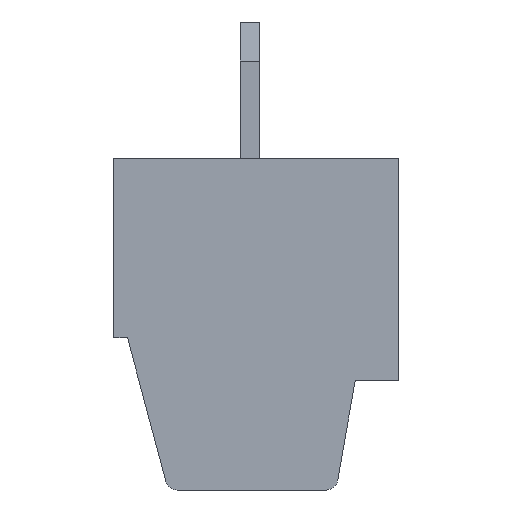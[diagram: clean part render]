
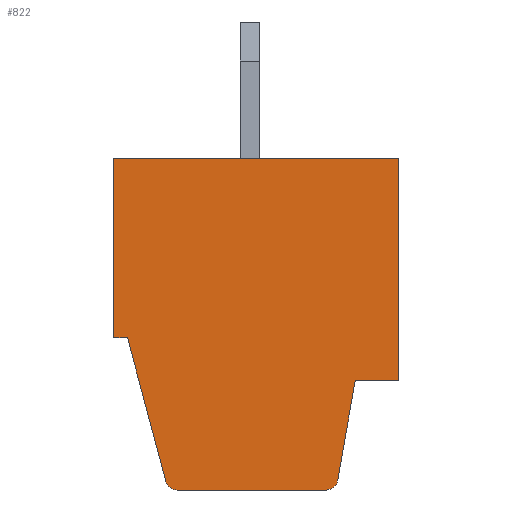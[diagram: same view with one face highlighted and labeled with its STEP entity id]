
A CAD part, left-side view. The second image highlights one B-rep face of the part: STEP entity #822.
In plain terms, the highlighted planar face has unit normal (-1, 0, 0).
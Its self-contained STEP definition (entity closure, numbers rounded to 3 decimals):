
#822 = ADVANCED_FACE( '', ( #1789 ), #1790, .T. );
#1789 = FACE_OUTER_BOUND( '', #2872, .T. );
#1790 = PLANE( '', #2873 );
#2872 = EDGE_LOOP( '', ( #5093, #5094, #5095, #5096, #5097, #5098, #5099, #5100, #5101, #5102 ) );
#2873 = AXIS2_PLACEMENT_3D( '', #5103, #5104, #5105 );
#5093 = ORIENTED_EDGE( '', *, *, #6518, .T. );
#5094 = ORIENTED_EDGE( '', *, *, #6705, .T. );
#5095 = ORIENTED_EDGE( '', *, *, #6018, .T. );
#5096 = ORIENTED_EDGE( '', *, *, #6085, .T. );
#5097 = ORIENTED_EDGE( '', *, *, #6698, .T. );
#5098 = ORIENTED_EDGE( '', *, *, #6284, .T. );
#5099 = ORIENTED_EDGE( '', *, *, #6552, .T. );
#5100 = ORIENTED_EDGE( '', *, *, #6706, .T. );
#5101 = ORIENTED_EDGE( '', *, *, #6707, .T. );
#5102 = ORIENTED_EDGE( '', *, *, #6708, .T. );
#5103 = CARTESIAN_POINT( '', ( 165.647, 229.734, -4.2 ) );
#5104 = DIRECTION( '', ( -1., 0., 0. ) );
#5105 = DIRECTION( '', ( 0., -1., 0. ) );
#6018 = EDGE_CURVE( '', #7163, #7164, #7165, .T. );
#6085 = EDGE_CURVE( '', #7164, #7275, #7276, .T. );
#6284 = EDGE_CURVE( '', #7590, #7591, #7592, .T. );
#6518 = EDGE_CURVE( '', #7943, #7944, #7945, .T. );
#6552 = EDGE_CURVE( '', #7591, #7989, #7990, .T. );
#6698 = EDGE_CURVE( '', #7275, #7590, #8175, .T. );
#6705 = EDGE_CURVE( '', #7944, #7163, #8182, .T. );
#6706 = EDGE_CURVE( '', #7989, #8183, #8184, .T. );
#6707 = EDGE_CURVE( '', #8183, #8185, #8186, .T. );
#6708 = EDGE_CURVE( '', #8185, #7943, #8187, .T. );
#7163 = VERTEX_POINT( '', #8775 );
#7164 = VERTEX_POINT( '', #8776 );
#7165 = LINE( '', #8777, #8778 );
#7275 = VERTEX_POINT( '', #8918 );
#7276 = CIRCLE( '', #8919, 0.3 );
#7590 = VERTEX_POINT( '', #9365 );
#7591 = VERTEX_POINT( '', #9366 );
#7592 = LINE( '', #9367, #9368 );
#7943 = VERTEX_POINT( '', #9856 );
#7944 = VERTEX_POINT( '', #9857 );
#7945 = LINE( '', #9858, #9859 );
#7989 = VERTEX_POINT( '', #9924 );
#7990 = LINE( '', #9925, #9926 );
#8175 = LINE( '', #10185, #10186 );
#8182 = CIRCLE( '', #10195, 0.3 );
#8183 = VERTEX_POINT( '', #10196 );
#8184 = LINE( '', #10197, #10198 );
#8185 = VERTEX_POINT( '', #10199 );
#8186 = LINE( '', #10200, #10201 );
#8187 = LINE( '', #10202, #10203 );
#8775 = CARTESIAN_POINT( '', ( 165.647, 228.104, -8.5 ) );
#8776 = CARTESIAN_POINT( '', ( 165.647, 224.286, -8.5 ) );
#8777 = CARTESIAN_POINT( '', ( 165.647, 224.286, -8.5 ) );
#8778 = VECTOR( '', #10588, 1000. );
#8918 = CARTESIAN_POINT( '', ( 165.647, 223.991, -8.252 ) );
#8919 = AXIS2_PLACEMENT_3D( '', #10679, #10680, #10681 );
#9365 = CARTESIAN_POINT( '', ( 165.647, 223.541, -5.7 ) );
#9366 = CARTESIAN_POINT( '', ( 165.647, 222.434, -5.7 ) );
#9367 = CARTESIAN_POINT( '', ( 165.647, 222.434, -5.7 ) );
#9368 = VECTOR( '', #10865, 1000. );
#9856 = CARTESIAN_POINT( '', ( 165.647, 229.379, -4.6 ) );
#9857 = CARTESIAN_POINT( '', ( 165.647, 228.394, -8.278 ) );
#9858 = CARTESIAN_POINT( '', ( 165.647, 228.394, -8.278 ) );
#9859 = VECTOR( '', #11093, 1000. );
#9924 = CARTESIAN_POINT( '', ( 165.647, 222.434, 0. ) );
#9925 = CARTESIAN_POINT( '', ( 165.647, 222.434, 0. ) );
#9926 = VECTOR( '', #11118, 1000. );
#10185 = CARTESIAN_POINT( '', ( 165.647, 223.541, -5.7 ) );
#10186 = VECTOR( '', #11247, 1000. );
#10195 = AXIS2_PLACEMENT_3D( '', #11250, #11251, #11252 );
#10196 = CARTESIAN_POINT( '', ( 165.647, 229.734, 0. ) );
#10197 = CARTESIAN_POINT( '', ( 165.647, 229.734, 0. ) );
#10198 = VECTOR( '', #11253, 1000. );
#10199 = CARTESIAN_POINT( '', ( 165.647, 229.734, -4.6 ) );
#10200 = CARTESIAN_POINT( '', ( 165.647, 229.734, -4.6 ) );
#10201 = VECTOR( '', #11254, 1000. );
#10202 = CARTESIAN_POINT( '', ( 165.647, 229.379, -4.6 ) );
#10203 = VECTOR( '', #11255, 1000. );
#10588 = DIRECTION( '', ( 0., -1., 0. ) );
#10679 = CARTESIAN_POINT( '', ( 165.647, 224.286, -8.2 ) );
#10680 = DIRECTION( '', ( -1., 0., 0. ) );
#10681 = DIRECTION( '', ( 0., -1., 0. ) );
#10865 = DIRECTION( '', ( 0., -1., 0. ) );
#11093 = DIRECTION( '', ( 0., -0.259, -0.966 ) );
#11118 = DIRECTION( '', ( 0., 0., 1. ) );
#11247 = DIRECTION( '', ( 0., -0.174, 0.985 ) );
#11250 = CARTESIAN_POINT( '', ( 165.647, 228.104, -8.2 ) );
#11251 = DIRECTION( '', ( -1., 0., 0. ) );
#11252 = DIRECTION( '', ( 0., -1., 0. ) );
#11253 = DIRECTION( '', ( 0., 1., 0. ) );
#11254 = DIRECTION( '', ( 0., 0., -1. ) );
#11255 = DIRECTION( '', ( 0., -1., 0. ) );
